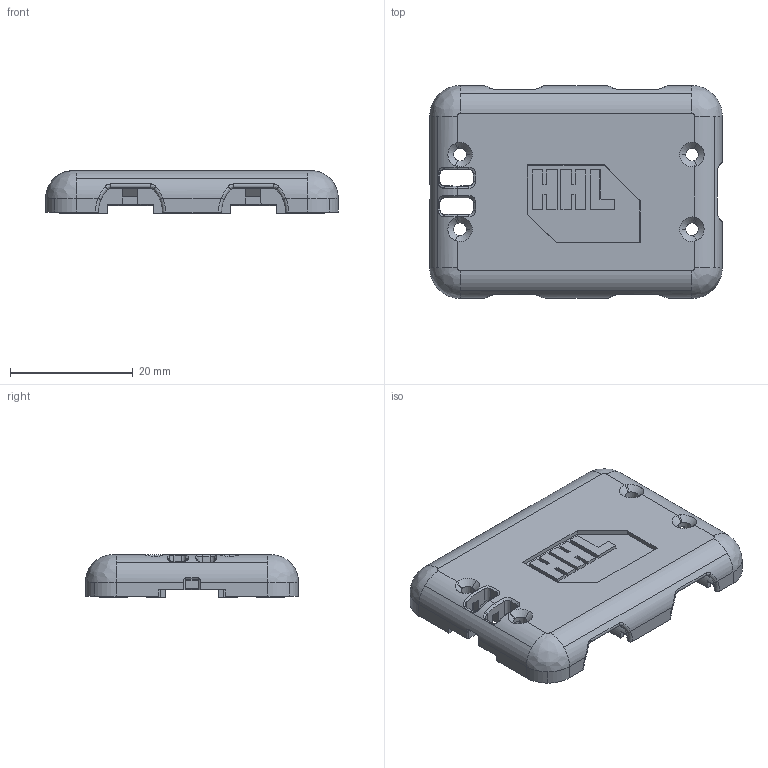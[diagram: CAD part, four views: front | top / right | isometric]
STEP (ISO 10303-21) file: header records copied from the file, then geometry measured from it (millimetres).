
FILE_DESCRIPTION(('HOOPS Exchange Step'),'2;1');
FILE_NAME('UpperShell.stp','2023-12-20T19:43:37+16:00',('Mitch'),('Unknown organisation'),'HOOPS Exchange 2023.2','HOOPS Exchange','Unknown authorisation');
FILE_SCHEMA( ('AP203_CONFIGURATION_CONTROLLED_3D_DESIGN_OF_MECHANICAL_PARTS_AND_ASSEMBLIES_MIM_LF') );
Length unit declared in the file: millimetre
Products named in the file (1): UpperShell
Bounding box: 47.65 x 34.69 x 6.95 mm (x, y, z)
Volume: 5709 mm3; surface area: 5585.6 mm2
Topology: 1 solids, 1 shells, 526 faces, 1592 edges, 1056 vertices
Faces by surface type: plane 296, cylinder 90, bspline 72, cone 48, sphere 12, torus 8
Entity records: 26282 total; most frequent: CARTESIAN_POINT 12519, ORIENTED_EDGE 3176, DIRECTION 2522, EDGE_CURVE 1588, VERTEX_POINT 1056, VECTOR 916, LINE 916, AXIS2_PLACEMENT_3D 803
